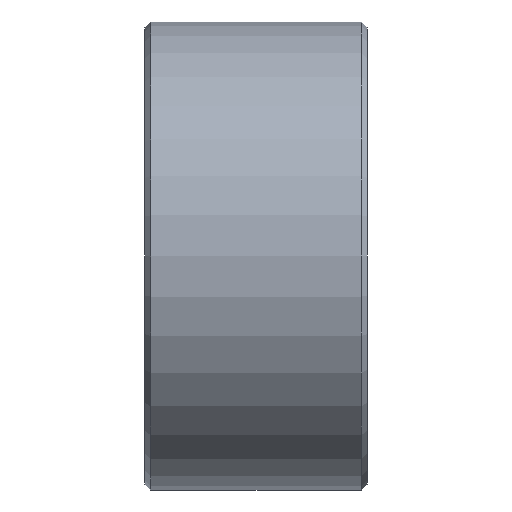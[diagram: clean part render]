
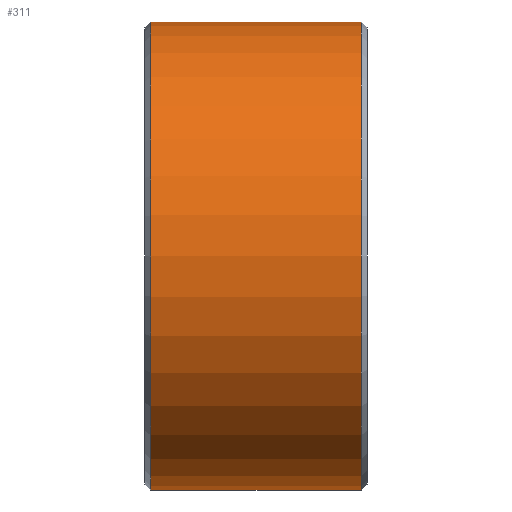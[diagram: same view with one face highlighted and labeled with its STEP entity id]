
A CAD part, left-side view. The second image highlights one B-rep face of the part: STEP entity #311.
In plain terms, the highlighted cylindrical face has radius 20 mm (diameter 40 mm), a partial arc.
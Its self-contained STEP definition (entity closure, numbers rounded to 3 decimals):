
#10 = CARTESIAN_POINT ( 'NONE',  ( 0., 18.5, 0. ) ) ;
#13 = AXIS2_PLACEMENT_3D ( 'NONE', #10, #112, #219 ) ;
#17 = EDGE_CURVE ( 'NONE', #186, #339, #72, .T. ) ;
#28 = DIRECTION ( 'NONE',  ( 0., 1., 0. ) ) ;
#65 = CIRCLE ( 'NONE', #13, 20. ) ;
#68 = DIRECTION ( 'NONE',  ( 0., -1., 0. ) ) ;
#72 = LINE ( 'NONE', #181, #376 ) ;
#85 = CARTESIAN_POINT ( 'NONE',  ( 0., 19., -20. ) ) ;
#94 = CARTESIAN_POINT ( 'NONE',  ( 0., 18.5, 20. ) ) ;
#109 = CARTESIAN_POINT ( 'NONE',  ( 0., 0.5, 20. ) ) ;
#112 = DIRECTION ( 'NONE',  ( 0., -1., 0. ) ) ;
#132 = ORIENTED_EDGE ( 'NONE', *, *, #431, .T. ) ;
#143 = ORIENTED_EDGE ( 'NONE', *, *, #169, .T. ) ;
#146 = EDGE_CURVE ( 'NONE', #292, #345, #368, .T. ) ;
#169 = EDGE_CURVE ( 'NONE', #345, #339, #203, .T. ) ;
#178 = CYLINDRICAL_SURFACE ( 'NONE', #217, 20. ) ;
#181 = CARTESIAN_POINT ( 'NONE',  ( 0., 19., 20. ) ) ;
#184 = DIRECTION ( 'NONE',  ( 0., 0., -1. ) ) ;
#186 = VERTEX_POINT ( 'NONE', #94 ) ;
#196 = DIRECTION ( 'NONE',  ( 0., 0., 1. ) ) ;
#203 = CIRCLE ( 'NONE', #355, 20. ) ;
#205 = EDGE_LOOP ( 'NONE', ( #433, #132, #346, #143 ) ) ;
#217 = AXIS2_PLACEMENT_3D ( 'NONE', #421, #68, #184 ) ;
#219 = DIRECTION ( 'NONE',  ( 0., 0., 1. ) ) ;
#267 = CARTESIAN_POINT ( 'NONE',  ( 0., 0.5, 0. ) ) ;
#284 = FACE_OUTER_BOUND ( 'NONE', #205, .T. ) ;
#289 = CARTESIAN_POINT ( 'NONE',  ( 0., 0.5, -20. ) ) ;
#292 = VERTEX_POINT ( 'NONE', #341 ) ;
#311 = ADVANCED_FACE ( 'NONE', ( #284 ), #178, .T. ) ;
#318 = DIRECTION ( 'NONE',  ( 0., -1., 0. ) ) ;
#339 = VERTEX_POINT ( 'NONE', #109 ) ;
#341 = CARTESIAN_POINT ( 'NONE',  ( 0., 18.5, -20. ) ) ;
#345 = VERTEX_POINT ( 'NONE', #289 ) ;
#346 = ORIENTED_EDGE ( 'NONE', *, *, #146, .T. ) ;
#355 = AXIS2_PLACEMENT_3D ( 'NONE', #267, #28, #196 ) ;
#368 = LINE ( 'NONE', #85, #415 ) ;
#376 = VECTOR ( 'NONE', #318, 1000. ) ;
#402 = DIRECTION ( 'NONE',  ( 0., -1., 0. ) ) ;
#415 = VECTOR ( 'NONE', #402, 1000. ) ;
#421 = CARTESIAN_POINT ( 'NONE',  ( 0., 19., 0. ) ) ;
#431 = EDGE_CURVE ( 'NONE', #186, #292, #65, .T. ) ;
#433 = ORIENTED_EDGE ( 'NONE', *, *, #17, .F. ) ;
